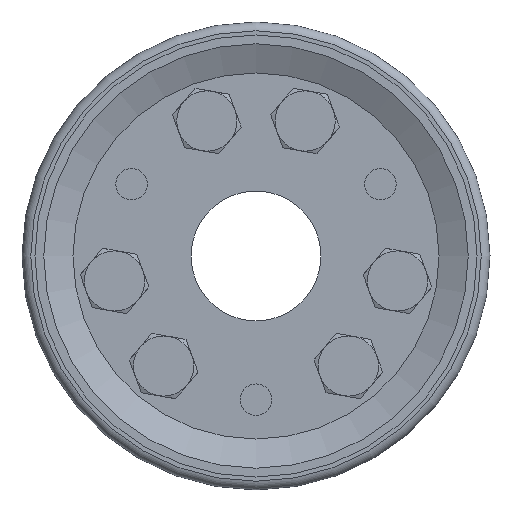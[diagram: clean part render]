
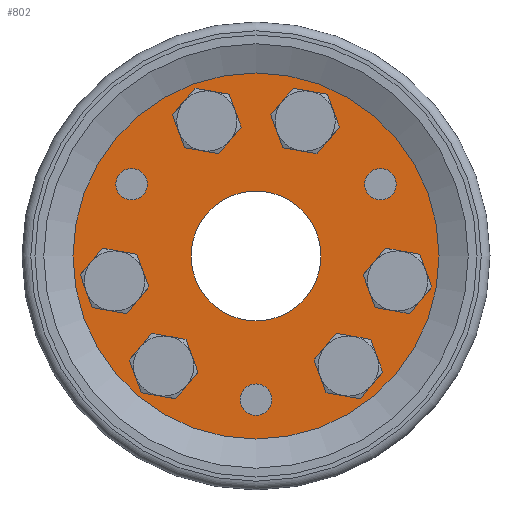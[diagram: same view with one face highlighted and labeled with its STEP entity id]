
A CAD part, left-side view. The second image highlights one B-rep face of the part: STEP entity #802.
In plain terms, the highlighted planar face has unit normal (-1, 0, 0).
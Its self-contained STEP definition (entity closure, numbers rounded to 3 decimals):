
#802 = ADVANCED_FACE( '', ( #1831, #1832, #1833, #1834, #1835, #1836, #1837, #1838, #1839, #1840, #1841 ), #1842, .T. );
#1831 = FACE_BOUND( '', #3006, .T. );
#1832 = FACE_BOUND( '', #3007, .T. );
#1833 = FACE_BOUND( '', #3008, .T. );
#1834 = FACE_OUTER_BOUND( '', #3009, .T. );
#1835 = FACE_BOUND( '', #3010, .T. );
#1836 = FACE_BOUND( '', #3011, .T. );
#1837 = FACE_BOUND( '', #3012, .T. );
#1838 = FACE_BOUND( '', #3013, .T. );
#1839 = FACE_BOUND( '', #3014, .T. );
#1840 = FACE_BOUND( '', #3015, .T. );
#1841 = FACE_BOUND( '', #3016, .T. );
#1842 = PLANE( '', #3017 );
#3006 = EDGE_LOOP( '', ( #5054 ) );
#3007 = EDGE_LOOP( '', ( #5055 ) );
#3008 = EDGE_LOOP( '', ( #5056 ) );
#3009 = EDGE_LOOP( '', ( #5057 ) );
#3010 = EDGE_LOOP( '', ( #5058 ) );
#3011 = EDGE_LOOP( '', ( #5059 ) );
#3012 = EDGE_LOOP( '', ( #5060 ) );
#3013 = EDGE_LOOP( '', ( #5061 ) );
#3014 = EDGE_LOOP( '', ( #5062 ) );
#3015 = EDGE_LOOP( '', ( #5063 ) );
#3016 = EDGE_LOOP( '', ( #5064 ) );
#3017 = AXIS2_PLACEMENT_3D( '', #5065, #5066, #5067 );
#5054 = ORIENTED_EDGE( '', *, *, #6475, .F. );
#5055 = ORIENTED_EDGE( '', *, *, #6222, .F. );
#5056 = ORIENTED_EDGE( '', *, *, #6128, .F. );
#5057 = ORIENTED_EDGE( '', *, *, #6339, .T. );
#5058 = ORIENTED_EDGE( '', *, *, #6264, .T. );
#5059 = ORIENTED_EDGE( '', *, *, #6507, .T. );
#5060 = ORIENTED_EDGE( '', *, *, #5862, .T. );
#5061 = ORIENTED_EDGE( '', *, *, #6079, .T. );
#5062 = ORIENTED_EDGE( '', *, *, #6508, .T. );
#5063 = ORIENTED_EDGE( '', *, *, #6167, .T. );
#5064 = ORIENTED_EDGE( '', *, *, #5885, .T. );
#5065 = CARTESIAN_POINT( '', ( -45.45, 3.933, 10.806 ) );
#5066 = DIRECTION( '', ( -1., 0., 0. ) );
#5067 = DIRECTION( '', ( 0., 0.342, 0.94 ) );
#5862 = EDGE_CURVE( '', #6820, #6820, #6821, .F. );
#5885 = EDGE_CURVE( '', #6861, #6861, #6862, .F. );
#6079 = EDGE_CURVE( '', #7176, #7176, #7177, .F. );
#6128 = EDGE_CURVE( '', #7251, #7251, #7252, .T. );
#6167 = EDGE_CURVE( '', #7308, #7308, #7309, .F. );
#6222 = EDGE_CURVE( '', #7389, #7389, #7390, .T. );
#6264 = EDGE_CURVE( '', #7450, #7450, #7451, .F. );
#6339 = EDGE_CURVE( '', #7555, #7555, #7556, .T. );
#6475 = EDGE_CURVE( '', #7738, #7738, #7739, .T. );
#6507 = EDGE_CURVE( '', #7782, #7782, #7783, .F. );
#6508 = EDGE_CURVE( '', #7784, #7784, #7785, .F. );
#6820 = VERTEX_POINT( '', #8221 );
#6821 = CIRCLE( '', #8222, 5.7 );
#6861 = VERTEX_POINT( '', #8286 );
#6862 = CIRCLE( '', #8287, 14. );
#7176 = VERTEX_POINT( '', #8741 );
#7177 = CIRCLE( '', #8742, 5.7 );
#7251 = VERTEX_POINT( '', #8856 );
#7252 = CIRCLE( '', #8857, 3.4 );
#7308 = VERTEX_POINT( '', #8938 );
#7309 = CIRCLE( '', #8939, 5.7 );
#7389 = VERTEX_POINT( '', #9066 );
#7390 = CIRCLE( '', #9067, 3.4 );
#7450 = VERTEX_POINT( '', #9156 );
#7451 = CIRCLE( '', #9157, 5.7 );
#7555 = VERTEX_POINT( '', #9319 );
#7556 = CIRCLE( '', #9320, 39.5 );
#7738 = VERTEX_POINT( '', #9588 );
#7739 = CIRCLE( '', #9589, 3.4 );
#7782 = VERTEX_POINT( '', #9635 );
#7783 = CIRCLE( '', #9636, 5.7 );
#7784 = VERTEX_POINT( '', #9637 );
#7785 = CIRCLE( '', #9638, 5.7 );
#8221 = CARTESIAN_POINT( '', ( -45.45, 19.926, -18.047 ) );
#8222 = AXIS2_PLACEMENT_3D( '', #9997, #9998, #9999 );
#8286 = CARTESIAN_POINT( '', ( -45.45, 0., 14. ) );
#8287 = AXIS2_PLACEMENT_3D( '', #10021, #10022, #10023 );
#8741 = CARTESIAN_POINT( '', ( -45.45, 30.529, 0.317 ) );
#8742 = AXIS2_PLACEMENT_3D( '', #10284, #10285, #10286 );
#8856 = CARTESIAN_POINT( '', ( -45.45, -25.684, 18.695 ) );
#8857 = AXIS2_PLACEMENT_3D( '', #10336, #10337, #10338 );
#8938 = CARTESIAN_POINT( '', ( -45.45, -19.926, -18.047 ) );
#8939 = AXIS2_PLACEMENT_3D( '', #10391, #10392, #10393 );
#9066 = CARTESIAN_POINT( '', ( -45.45, 1.163, -27.805 ) );
#9067 = AXIS2_PLACEMENT_3D( '', #10450, #10451, #10452 );
#9156 = CARTESIAN_POINT( '', ( -45.45, 10.603, 34.83 ) );
#9157 = AXIS2_PLACEMENT_3D( '', #10494, #10495, #10496 );
#9319 = CARTESIAN_POINT( '', ( -45.45, 13.51, 37.118 ) );
#9320 = AXIS2_PLACEMENT_3D( '', #10575, #10576, #10577 );
#9588 = CARTESIAN_POINT( '', ( -45.45, 28.01, 18.695 ) );
#9589 = AXIS2_PLACEMENT_3D( '', #10706, #10707, #10708 );
#9635 = CARTESIAN_POINT( '', ( -45.45, -10.603, 34.83 ) );
#9636 = AXIS2_PLACEMENT_3D( '', #10751, #10752, #10753 );
#9637 = CARTESIAN_POINT( '', ( -45.45, -30.529, 0.317 ) );
#9638 = AXIS2_PLACEMENT_3D( '', #10754, #10755, #10756 );
#9997 = CARTESIAN_POINT( '', ( -45.45, 19.926, -23.747 ) );
#9998 = DIRECTION( '', ( -1., 0., 0. ) );
#9999 = DIRECTION( '', ( 0., 0., 1. ) );
#10021 = CARTESIAN_POINT( '', ( -45.45, 0., 0. ) );
#10022 = DIRECTION( '', ( -1., 0., 0. ) );
#10023 = DIRECTION( '', ( 0., 0., 1. ) );
#10284 = CARTESIAN_POINT( '', ( -45.45, 30.529, -5.383 ) );
#10285 = DIRECTION( '', ( -1., 0., 0. ) );
#10286 = DIRECTION( '', ( 0., 0., 1. ) );
#10336 = CARTESIAN_POINT( '', ( -45.45, -26.847, 15.5 ) );
#10337 = DIRECTION( '', ( -1., 0., 0. ) );
#10338 = DIRECTION( '', ( 0., 0.342, 0.94 ) );
#10391 = CARTESIAN_POINT( '', ( -45.45, -19.926, -23.747 ) );
#10392 = DIRECTION( '', ( -1., 0., 0. ) );
#10393 = DIRECTION( '', ( 0., 0., 1. ) );
#10450 = CARTESIAN_POINT( '', ( -45.45, 0., -31. ) );
#10451 = DIRECTION( '', ( -1., 0., 0. ) );
#10452 = DIRECTION( '', ( 0., 0.342, 0.94 ) );
#10494 = CARTESIAN_POINT( '', ( -45.45, 10.603, 29.13 ) );
#10495 = DIRECTION( '', ( -1., 0., 0. ) );
#10496 = DIRECTION( '', ( 0., 0., 1. ) );
#10575 = CARTESIAN_POINT( '', ( -45.45, 0., 0. ) );
#10576 = DIRECTION( '', ( -1., 0., 0. ) );
#10577 = DIRECTION( '', ( 0., 0.342, 0.94 ) );
#10706 = CARTESIAN_POINT( '', ( -45.45, 26.847, 15.5 ) );
#10707 = DIRECTION( '', ( -1., 0., 0. ) );
#10708 = DIRECTION( '', ( 0., 0.342, 0.94 ) );
#10751 = CARTESIAN_POINT( '', ( -45.45, -10.603, 29.13 ) );
#10752 = DIRECTION( '', ( -1., 0., 0. ) );
#10753 = DIRECTION( '', ( 0., 0., 1. ) );
#10754 = CARTESIAN_POINT( '', ( -45.45, -30.529, -5.383 ) );
#10755 = DIRECTION( '', ( -1., 0., 0. ) );
#10756 = DIRECTION( '', ( 0., 0., 1. ) );
